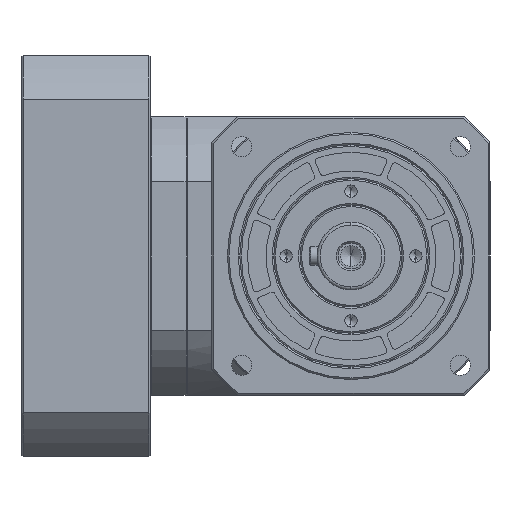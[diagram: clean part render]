
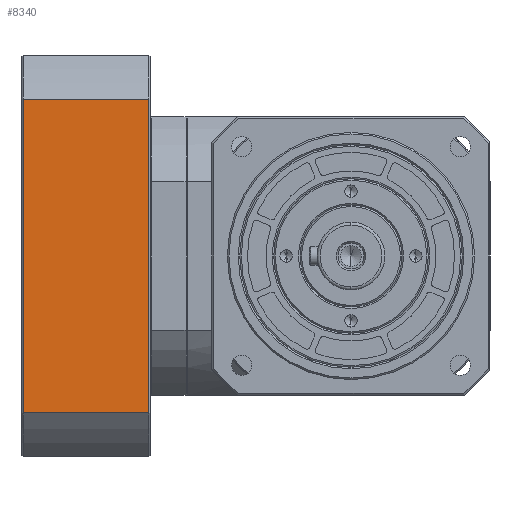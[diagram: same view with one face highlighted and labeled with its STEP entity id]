
A CAD part, left-side view. The second image highlights one B-rep face of the part: STEP entity #8340.
In plain terms, the highlighted face is planar.
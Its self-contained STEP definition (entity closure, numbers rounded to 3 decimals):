
#7024=DIRECTION('',(1.,0.,0.));
#7025=VECTOR('',#7024,40.7);
#7026=CARTESIAN_POINT('',(0.4,-50.806,65.));
#7027=LINE('',#7026,#7025);
#7036=DIRECTION('',(-1.,0.,0.));
#7037=VECTOR('',#7036,40.7);
#7038=CARTESIAN_POINT('',(41.1,50.806,65.));
#7039=LINE('',#7038,#7037);
#7253=DIRECTION('',(0.,-1.,0.));
#7254=VECTOR('',#7253,101.612);
#7255=CARTESIAN_POINT('',(0.4,50.806,65.));
#7256=LINE('',#7255,#7254);
#7741=DIRECTION('',(0.,1.,0.));
#7742=VECTOR('',#7741,101.612);
#7743=CARTESIAN_POINT('',(41.1,-50.806,65.));
#7744=LINE('',#7743,#7742);
#7950=CARTESIAN_POINT('',(0.4,-50.806,65.));
#7951=CARTESIAN_POINT('',(41.1,-50.806,65.));
#7952=VERTEX_POINT('',#7950);
#7953=VERTEX_POINT('',#7951);
#7954=CARTESIAN_POINT('',(41.1,50.806,65.));
#7955=CARTESIAN_POINT('',(0.4,50.806,65.));
#7956=VERTEX_POINT('',#7954);
#7957=VERTEX_POINT('',#7955);
#8326=CARTESIAN_POINT('',(0.,-50.806,65.));
#8327=DIRECTION('',(0.,0.,-1.));
#8328=DIRECTION('',(-1.,0.,0.));
#8329=AXIS2_PLACEMENT_3D('',#8326,#8327,#8328);
#8330=PLANE('',#8329);
#8332=ORIENTED_EDGE('',*,*,#8331,.F.);
#8334=ORIENTED_EDGE('',*,*,#8333,.F.);
#8335=ORIENTED_EDGE('',*,*,#8316,.F.);
#8337=ORIENTED_EDGE('',*,*,#8336,.F.);
#8338=EDGE_LOOP('',(#8332,#8334,#8335,#8337));
#8339=FACE_OUTER_BOUND('',#8338,.F.);
#8340=ADVANCED_FACE('',(#8339),#8330,.F.);
#8316=EDGE_CURVE('',#7952,#7953,#7027,.T.);
#8331=EDGE_CURVE('',#7956,#7957,#7039,.T.);
#8333=EDGE_CURVE('',#7953,#7956,#7744,.T.);
#8336=EDGE_CURVE('',#7957,#7952,#7256,.T.);
